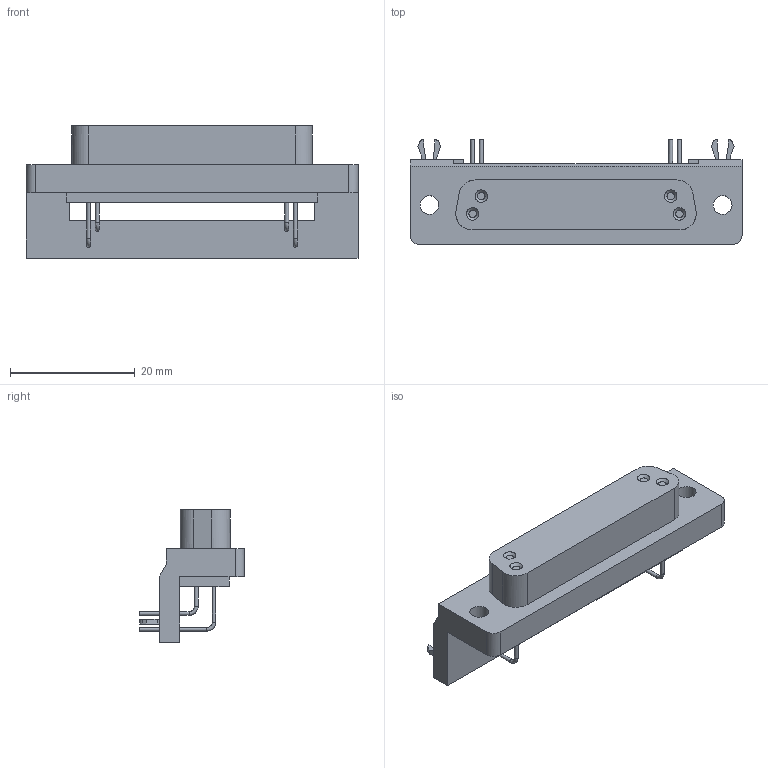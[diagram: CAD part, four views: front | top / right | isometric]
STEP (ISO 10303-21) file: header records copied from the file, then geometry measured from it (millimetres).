
FILE_DESCRIPTION((''),'2;1');
FILE_NAME( '0966_Dsub-S_female_angled_25-pins_2_54_board_lock.stp','2005-08-22T14:23:56',('User'),('SDRC'),'I-DEAS Master Series 9','UNIX','Yes');
FILE_SCHEMA(('AUTOMOTIVE_DESIGN { 1 0 10303 214 1 1 1 1 }'));
Length unit declared in the file: millimetre
Products named in the file (1): 09 66 352 x61x
Bounding box: 53.2 x 16.8 x 21.2 mm (x, y, z)
Volume: 6375 mm3; surface area: 3897.8 mm2
Topology: 1 solids, 1 shells, 97 faces, 246 edges, 162 vertices
Faces by surface type: bspline 97
Entity records: 3249 total; most frequent: CARTESIAN_POINT 1527, ORIENTED_EDGE 492, EDGE_CURVE 246, OVER_RIDING_STYLED_ITEM 176, VERTEX_POINT 162, EDGE_LOOP 122, FACE_OUTER_BOUND 97, ADVANCED_FACE 97
